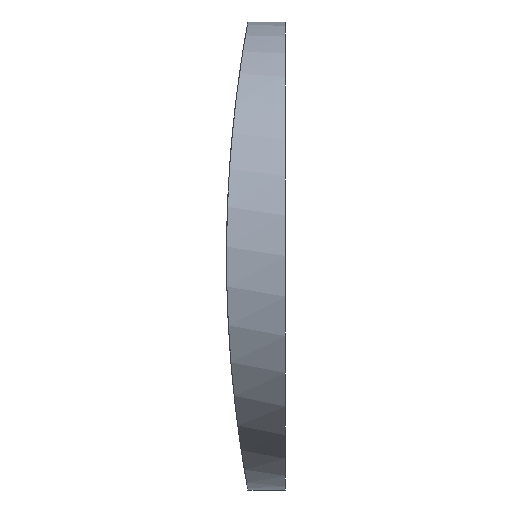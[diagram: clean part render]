
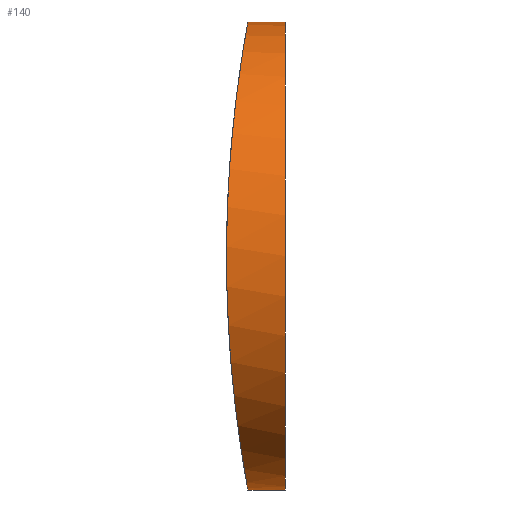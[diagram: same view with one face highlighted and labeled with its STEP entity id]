
A CAD part, front view. The second image highlights one B-rep face of the part: STEP entity #140.
In plain terms, the highlighted cylindrical face has radius 12.5 mm (diameter 25 mm), a partial arc.
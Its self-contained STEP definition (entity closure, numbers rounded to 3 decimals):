
#1 = CARTESIAN_POINT ( 'NONE',  ( -63.669, 5.22, 10.169 ) ) ;
#4 = CARTESIAN_POINT ( 'NONE',  ( -63.601, 5.884, -10.613 ) ) ;
#6 = CARTESIAN_POINT ( 'NONE',  ( -63.279, 12.5, 12.5 ) ) ;
#7 = CARTESIAN_POINT ( 'NONE',  ( -61.275, 12.5, -12.5 ) ) ;
#8 = CARTESIAN_POINT ( 'NONE',  ( -64.425, 0., -0.827 ) ) ;
#9 = CARTESIAN_POINT ( 'NONE',  ( -73.975, 12.5, 0. ) ) ;
#12 = CARTESIAN_POINT ( 'NONE',  ( -64.039, 2.331, -7.28 ) ) ;
#14 = ORIENTED_EDGE ( 'NONE', *, *, #38, .F. ) ;
#15 = CARTESIAN_POINT ( 'NONE',  ( -64.14, 1.674, 6.263 ) ) ;
#20 = CARTESIAN_POINT ( 'NONE',  ( -64.367, 0.324, 2.857 ) ) ;
#24 = ORIENTED_EDGE ( 'NONE', *, *, #229, .T. ) ;
#30 = CARTESIAN_POINT ( 'NONE',  ( -73.975, 12.5, 12.5 ) ) ;
#33 = DIRECTION ( 'NONE',  ( 0., 0., -1. ) ) ;
#34 = CARTESIAN_POINT ( 'NONE',  ( -63.279, 12.5, 12.5 ) ) ;
#38 = EDGE_CURVE ( 'NONE', #213, #220, #57, .T. ) ;
#42 = CARTESIAN_POINT ( 'NONE',  ( -61.275, 12.5, 12.5 ) ) ;
#47 = CARTESIAN_POINT ( 'NONE',  ( -63.399, 8.459, -11.836 ) ) ;
#48 = DIRECTION ( 'NONE',  ( 1., 0., 0. ) ) ;
#54 = CARTESIAN_POINT ( 'NONE',  ( -63.279, 11.673, 12.5 ) ) ;
#56 = CARTESIAN_POINT ( 'NONE',  ( -64.142, 1.651, -6.263 ) ) ;
#57 = CIRCLE ( 'NONE', #77, 12.5 ) ;
#61 = ORIENTED_EDGE ( 'NONE', *, *, #90, .T. ) ;
#68 = CARTESIAN_POINT ( 'NONE',  ( -63.279, 12.5, -12.5 ) ) ;
#69 = CARTESIAN_POINT ( 'NONE',  ( -63.565, 6.237, 10.849 ) ) ;
#70 = CARTESIAN_POINT ( 'NONE',  ( -64.35, 0.419, -3.235 ) ) ;
#71 = CARTESIAN_POINT ( 'NONE',  ( -64.107, 1.887, 6.616 ) ) ;
#73 = CARTESIAN_POINT ( 'NONE',  ( -63.568, 6.238, -10.826 ) ) ;
#74 = CARTESIAN_POINT ( 'NONE',  ( -63.356, 9.264, 12.081 ) ) ;
#75 = AXIS2_PLACEMENT_3D ( 'NONE', #9, #120, #205 ) ;
#76 = CYLINDRICAL_SURFACE ( 'NONE', #75, 12.5 ) ;
#77 = AXIS2_PLACEMENT_3D ( 'NONE', #193, #136, #33 ) ;
#78 = CARTESIAN_POINT ( 'NONE',  ( -63.279, 12.5, -12.5 ) ) ;
#80 = CARTESIAN_POINT ( 'NONE',  ( -64.308, 0.657, -4.021 ) ) ;
#83 = DIRECTION ( 'NONE',  ( 1., 0., 0. ) ) ;
#84 = CARTESIAN_POINT ( 'NONE',  ( -63.338, 9.643, -12.176 ) ) ;
#87 = FACE_OUTER_BOUND ( 'NONE', #203, .T. ) ;
#90 = EDGE_CURVE ( 'NONE', #99, #220, #134, .T. ) ;
#91 = CARTESIAN_POINT ( 'NONE',  ( -63.279, 11.673, -12.5 ) ) ;
#94 = EDGE_CURVE ( 'NONE', #221, #213, #123, .T. ) ;
#95 = CARTESIAN_POINT ( 'NONE',  ( -63.398, 8.479, 11.843 ) ) ;
#96 = VECTOR ( 'NONE', #48, 1000. ) ;
#99 = VERTEX_POINT ( 'NONE', #68 ) ;
#104 = CARTESIAN_POINT ( 'NONE',  ( -63.295, 10.86, 12.419 ) ) ;
#106 = CARTESIAN_POINT ( 'NONE',  ( -63.817, 3.952, 9.129 ) ) ;
#109 = CARTESIAN_POINT ( 'NONE',  ( -63.779, 4.254, 9.403 ) ) ;
#111 = CARTESIAN_POINT ( 'NONE',  ( -63.706, 4.889, 9.924 ) ) ;
#120 = DIRECTION ( 'NONE',  ( 1., 0., 0. ) ) ;
#121 = CARTESIAN_POINT ( 'NONE',  ( -64.349, 0.425, 3.259 ) ) ;
#123 = LINE ( 'NONE', #30, #96 ) ;
#129 = ORIENTED_EDGE ( 'NONE', *, *, #94, .F. ) ;
#132 = CARTESIAN_POINT ( 'NONE',  ( -63.422, 8.088, 11.703 ) ) ;
#134 = LINE ( 'NONE', #202, #232 ) ;
#136 = DIRECTION ( 'NONE',  ( 1., 0., 0. ) ) ;
#139 = CARTESIAN_POINT ( 'NONE',  ( -64.367, 0.32, -2.839 ) ) ;
#140 = ADVANCED_FACE ( 'NONE', ( #87 ), #76, .T. ) ;
#141 = B_SPLINE_CURVE_WITH_KNOTS ( 'NONE', 3,
 ( #6, #54, #104, #170, #74, #95, #132, #218, #69, #1, #111, #109, #106, #201, #177, #71, #15, #188, #204, #224, #189, #121, #20, #152, #210, #8, #157, #139, #70, #80, #159, #176, #56, #12, #155, #174, #206, #217, #231, #4, #73, #168, #219, #209, #47, #144, #84, #151, #91, #78 ),
 .UNSPECIFIED., .F., .F.,
 ( 4, 2, 2, 2, 2, 2, 2, 2, 2, 2, 2, 2, 2, 2, 2, 2, 2, 2, 2, 2, 2, 2, 2, 2, 4 ),
 ( 0.02, 0.022, 0.023, 0.024, 0.027, 0.028, 0.029, 0.032, 0.033, 0.034, 0.035, 0.037, 0.039, 0.042, 0.043, 0.044, 0.046, 0.048, 0.049, 0.051, 0.053, 0.054, 0.055, 0.056, 0.059 ),
 .UNSPECIFIED. ) ;
#144 = CARTESIAN_POINT ( 'NONE',  ( -63.357, 9.242, -12.075 ) ) ;
#151 = CARTESIAN_POINT ( 'NONE',  ( -63.295, 10.855, -12.419 ) ) ;
#152 = CARTESIAN_POINT ( 'NONE',  ( -64.41, 0.081, 1.645 ) ) ;
#155 = CARTESIAN_POINT ( 'NONE',  ( -64.003, 2.576, -7.611 ) ) ;
#157 = CARTESIAN_POINT ( 'NONE',  ( -64.41, 0.081, -1.64 ) ) ;
#159 = CARTESIAN_POINT ( 'NONE',  ( -64.284, 0.797, -4.411 ) ) ;
#168 = CARTESIAN_POINT ( 'NONE',  ( -63.505, 6.957, -11.211 ) ) ;
#170 = CARTESIAN_POINT ( 'NONE',  ( -63.338, 9.661, 12.18 ) ) ;
#174 = CARTESIAN_POINT ( 'NONE',  ( -63.929, 3.097, -8.246 ) ) ;
#176 = CARTESIAN_POINT ( 'NONE',  ( -64.205, 1.268, -5.546 ) ) ;
#177 = CARTESIAN_POINT ( 'NONE',  ( -64.003, 2.572, 7.64 ) ) ;
#188 = CARTESIAN_POINT ( 'NONE',  ( -64.202, 1.289, 5.543 ) ) ;
#189 = CARTESIAN_POINT ( 'NONE',  ( -64.307, 0.664, 4.041 ) ) ;
#193 = CARTESIAN_POINT ( 'NONE',  ( -61.275, 12.5, 0. ) ) ;
#201 = CARTESIAN_POINT ( 'NONE',  ( -63.929, 3.089, 8.267 ) ) ;
#202 = CARTESIAN_POINT ( 'NONE',  ( -73.975, 12.5, -12.5 ) ) ;
#203 = EDGE_LOOP ( 'NONE', ( #129, #24, #61, #14 ) ) ;
#204 = CARTESIAN_POINT ( 'NONE',  ( -64.231, 1.115, 5.176 ) ) ;
#205 = DIRECTION ( 'NONE',  ( 0., 0., -1. ) ) ;
#206 = CARTESIAN_POINT ( 'NONE',  ( -63.892, 3.371, -8.548 ) ) ;
#209 = CARTESIAN_POINT ( 'NONE',  ( -63.423, 8.076, -11.698 ) ) ;
#210 = CARTESIAN_POINT ( 'NONE',  ( -64.425, 0., 0.828 ) ) ;
#213 = VERTEX_POINT ( 'NONE', #42 ) ;
#217 = CARTESIAN_POINT ( 'NONE',  ( -63.78, 4.233, -9.411 ) ) ;
#218 = CARTESIAN_POINT ( 'NONE',  ( -63.502, 6.954, 11.232 ) ) ;
#219 = CARTESIAN_POINT ( 'NONE',  ( -63.476, 7.325, -11.386 ) ) ;
#220 = VERTEX_POINT ( 'NONE', #7 ) ;
#221 = VERTEX_POINT ( 'NONE', #34 ) ;
#224 = CARTESIAN_POINT ( 'NONE',  ( -64.283, 0.802, 4.425 ) ) ;
#229 = EDGE_CURVE ( 'NONE', #221, #99, #141, .T. ) ;
#231 = CARTESIAN_POINT ( 'NONE',  ( -63.706, 4.861, -9.928 ) ) ;
#232 = VECTOR ( 'NONE', #83, 1000. ) ;
